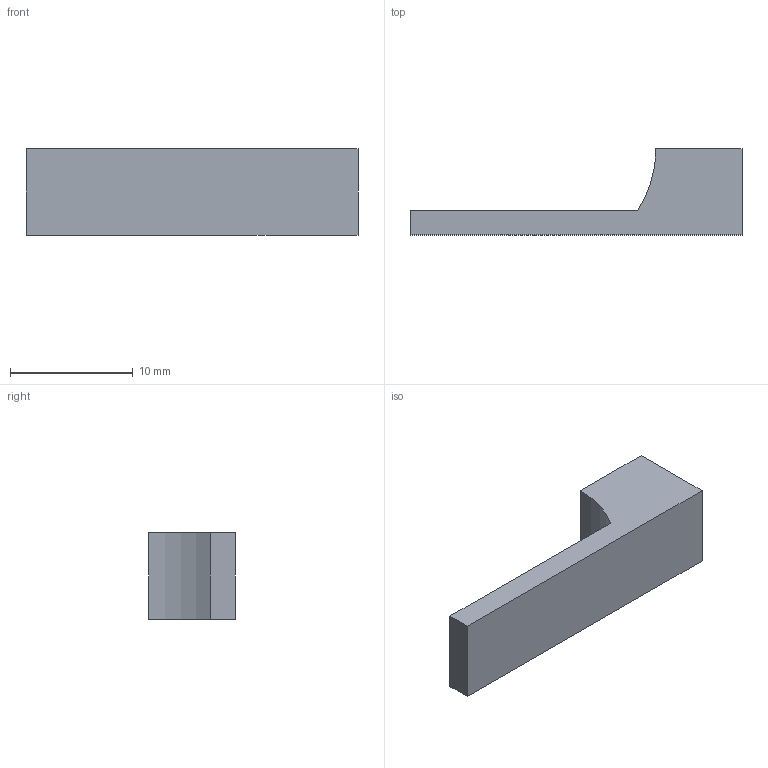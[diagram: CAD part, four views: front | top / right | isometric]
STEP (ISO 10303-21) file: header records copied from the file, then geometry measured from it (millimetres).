
FILE_DESCRIPTION(/* description */ (''),/* implementation_level */ '2;1');
FILE_NAME(/* name */ 'glue_test_flex.stp',/* time_stamp */ '2025-12-21T14:48:20+01:00',/* author */ ('szymo'),/* organization */ (''),/* preprocessor_version */ 'ST-DEVELOPER v19',/* originating_system */ 'Autodesk Inventor 2023',/* authorisation */ '');
FILE_SCHEMA (('AUTOMOTIVE_DESIGN { 1 0 10303 214 3 1 1 }'));
Length unit declared in the file: millimetre
Products named in the file (1): glue_test_flex
Bounding box: 27 x 7 x 7 mm (x, y, z)
Volume: 604.1 mm3; surface area: 685.5 mm2
Topology: 1 solids, 1 shells, 17 faces, 33 edges, 21 vertices
Faces by surface type: plane 10, cylinder 4, cone 3
Full cylindrical faces by diameter (mm): 3 x3
Entity records: 477 total; most frequent: DIRECTION 80, CARTESIAN_POINT 72, ORIENTED_EDGE 66, EDGE_CURVE 33, AXIS2_PLACEMENT_3D 29, LINE 22, VECTOR 22, VERTEX_POINT 21
